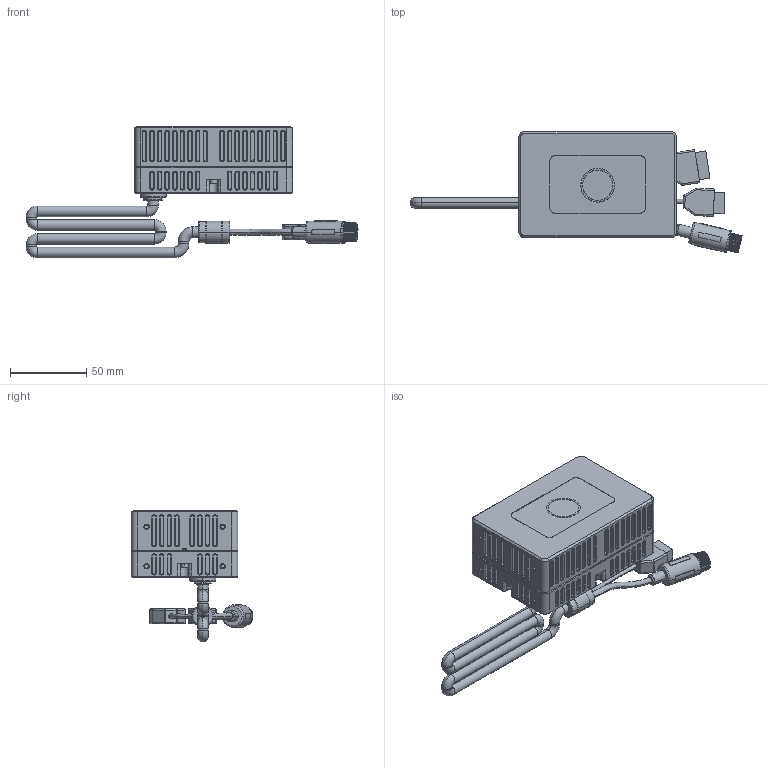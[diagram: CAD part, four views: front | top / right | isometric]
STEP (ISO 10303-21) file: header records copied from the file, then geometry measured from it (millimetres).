
FILE_DESCRIPTION((''),'2;1');
FILE_NAME('CS40-FOR-CUSTOMER-240612','2024-06-12T15:43:49',('杜航'),(''),'CREO PARAMETRIC BY PTC INC, 2018050','CREO PARAMETRIC BY PTC INC, 2018050','');
FILE_SCHEMA(('CONFIG_CONTROL_DESIGN','SHAPE_APPEARANCE_LAYERS_GROUPS'));
Products named in the file (1): CS40-FOR-CUSTOMER-240612
Bounding box: 218.05 x 79.74 x 86.5 mm (x, y, z)
Surface area: 91926.9 mm2 (no closed solid volume)
Topology: 0 solids, 19 shells, 2030 faces, 5406 edges, 3585 vertices
Faces by surface type: plane 975, cylinder 668, cone 251, bspline 72, torus 46, sphere 16, revolution 2
Entity records: 70738 total; most frequent: CARTESIAN_POINT 18701, DIRECTION 11152, ORIENTED_EDGE 10786, EDGE_CURVE 5394, AXIS2_PLACEMENT_3D 4090, VERTEX_POINT 3585, VECTOR 2970, LINE 2970
